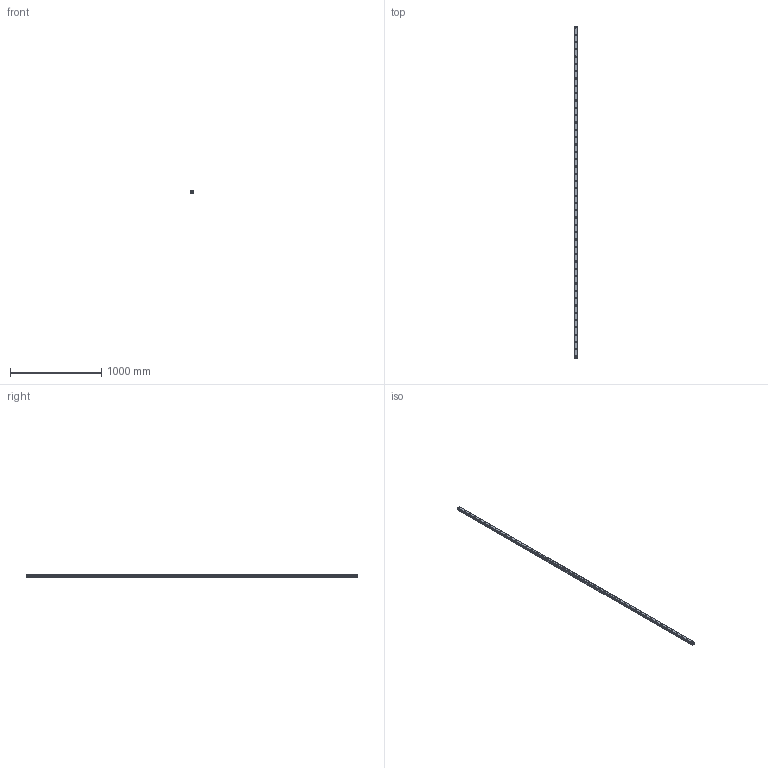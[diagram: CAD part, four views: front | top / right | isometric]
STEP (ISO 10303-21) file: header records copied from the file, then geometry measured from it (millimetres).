
FILE_DESCRIPTION(('STEP AP214'),'1');
FILE_NAME('cctmp_276B380C-54F8-4D53-8B34-FFAE895BB0F4_2020_7_1_11_10_18_600..stp','2020-07-01T09:10:18',('HIWIN GmbH'),('CADClick - www.CADClick.com'),'Spatial InterOp 3D',' ','unknown authorization');
FILE_SCHEMA(('AUTOMOTIVE_DESIGN'));
Length unit declared in the file: millimetre
Products named in the file (1): HGR35R3630H_FILE
Bounding box: 34 x 3630 x 29 mm (x, y, z)
Volume: 2964671.8 mm3; surface area: 526047.9 mm2
Topology: 1 solids, 1 shells, 529 faces, 1155 edges, 770 vertices
Faces by surface type: cylinder 298, plane 231
Entity records: 19001 total; most frequent: DIRECTION 2811, CARTESIAN_POINT 2455, ORIENTED_EDGE 2310, EDGE_CURVE 1155, AXIS2_PLACEMENT_3D 1126, VERTEX_POINT 770, EDGE_LOOP 671, CIRCLE 596
